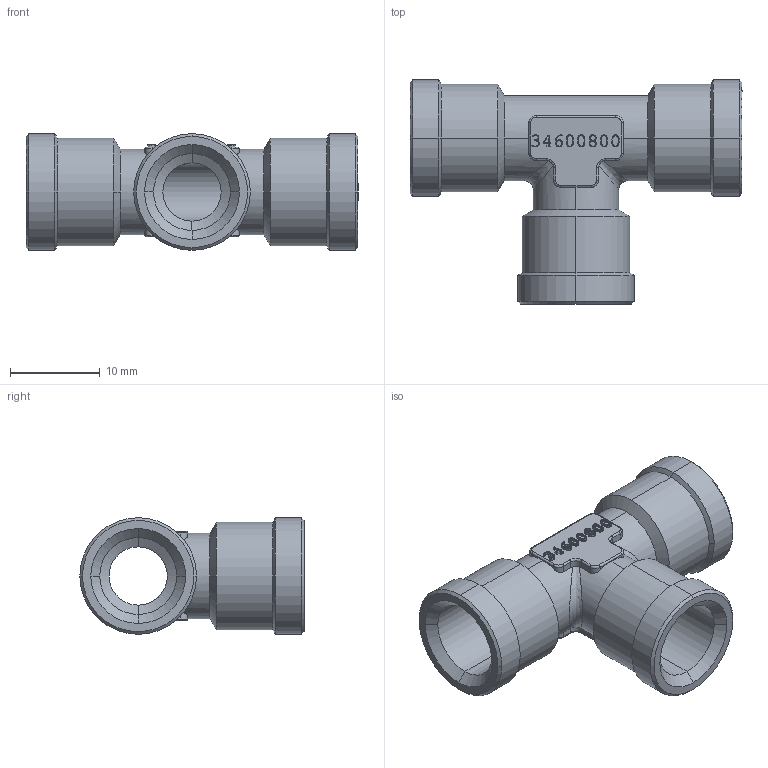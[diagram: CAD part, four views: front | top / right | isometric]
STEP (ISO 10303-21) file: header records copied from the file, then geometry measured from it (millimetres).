
FILE_DESCRIPTION(('STEP AP214'),'1');
FILE_NAME('0915_00_10.stp','2016-07-07T14:19:31',('TraceParts'),('TraceParts S.A.'),'Spatial InterOp 3D',' ',' ');
FILE_SCHEMA(('automotive_design'));
Length unit declared in the file: millimetre
Products named in the file (1): Import_e1
Bounding box: 37 x 25 x 13 mm (x, y, z)
Volume: 2785.3 mm3; surface area: 3316.9 mm2
Topology: 1 solids, 1 shells, 406 faces, 1099 edges, 710 vertices
Faces by surface type: bspline 232, plane 70, cylinder 60, cone 44
Entity records: 18210 total; most frequent: CARTESIAN_POINT 6256, ORIENTED_EDGE 2198, DIRECTION 1139, EDGE_CURVE 1099, VERTEX_POINT 710, LINE 461, VECTOR 461, B_SPLINE_CURVE_WITH_KNOTS 460
